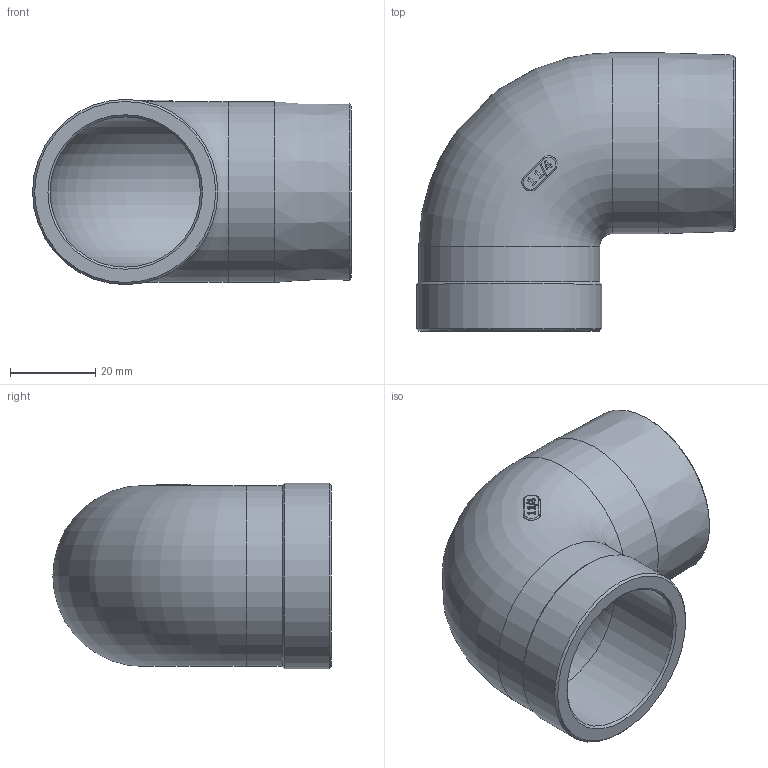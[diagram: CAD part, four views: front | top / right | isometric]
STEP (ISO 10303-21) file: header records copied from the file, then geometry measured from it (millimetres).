
FILE_DESCRIPTION(/* description */ ('Unknown'),/* implementation_level */ '2;1');
FILE_NAME(/* name */ 'R-304-DN32',/* time_stamp */ '2020-10-06T15:42:00+08:00',/* author */ ('Unknown'),/* organization */ ('Unknown'),/* preprocessor_version */ 'ST-DEVELOPER v16.7',/* originating_system */ 'DEX',/* authorisation */ $);
FILE_SCHEMA (('AUTOMOTIVE_DESIGN {1 0 10303 214 3 1 1}'));
Length unit declared in the file: millimetre
Products named in the file (1): R-304-DN32
Bounding box: 74.7 x 65.2 x 43.4 mm (x, y, z)
Volume: 38060.2 mm3; surface area: 21920.9 mm2
Topology: 1 solids, 1 shells, 84 faces, 218 edges, 141 vertices
Faces by surface type: plane 35, bspline 29, cylinder 11, cone 5, torus 4
Full cylindrical faces by diameter (mm): 35.2 x2, 42.4 x2, 43.4 x1
Entity records: 2866 total; most frequent: CARTESIAN_POINT 1056, ORIENTED_EDGE 400, DIRECTION 272, EDGE_CURVE 200, VERTEX_POINT 136, LINE 112, VECTOR 112, EDGE_LOOP 104
